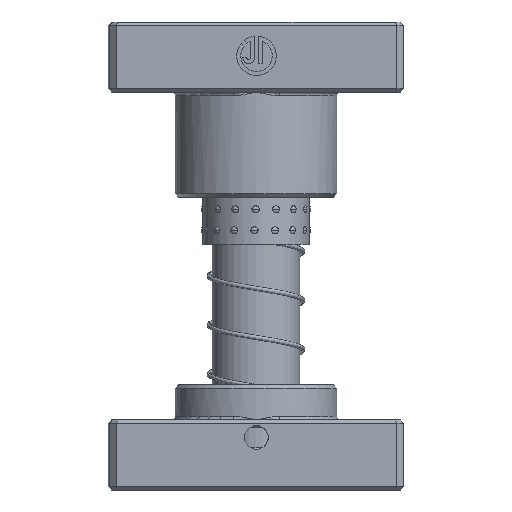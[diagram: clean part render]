
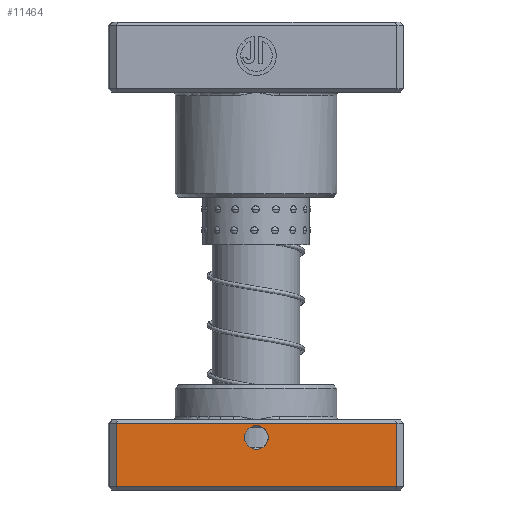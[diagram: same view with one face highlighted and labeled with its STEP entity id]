
A CAD part, front view. The second image highlights one B-rep face of the part: STEP entity #11464.
In plain terms, the highlighted face is planar.
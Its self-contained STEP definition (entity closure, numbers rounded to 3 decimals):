
#30 = LINE ( 'NONE', #20743, #24347 ) ;
#901 = CARTESIAN_POINT ( 'NONE',  ( -40., -24., 19. ) ) ;
#1645 = ORIENTED_EDGE ( 'NONE', *, *, #12110, .T. ) ;
#2056 = DIRECTION ( 'NONE',  ( 0., 0., -1. ) ) ;
#2142 = VERTEX_POINT ( 'NONE', #18133 ) ;
#2793 = DIRECTION ( 'NONE',  ( 0., 0., 1. ) ) ;
#3931 = EDGE_CURVE ( 'NONE', #2142, #34309, #7226, .T. ) ;
#6094 = LINE ( 'NONE', #26951, #13273 ) ;
#6709 = EDGE_CURVE ( 'NONE', #34309, #2142, #12065, .T. ) ;
#6924 = DIRECTION ( 'NONE',  ( 0., 0., -1. ) ) ;
#7226 = CIRCLE ( 'NONE', #27743, 3.4 ) ;
#8173 = CARTESIAN_POINT ( 'NONE',  ( -40., -24., 20. ) ) ;
#8601 = FACE_OUTER_BOUND ( 'NONE', #12848, .T. ) ;
#8637 = DIRECTION ( 'NONE',  ( 1., 0., 0. ) ) ;
#10995 = CARTESIAN_POINT ( 'NONE',  ( 0., -24., 11.6 ) ) ;
#11358 = CARTESIAN_POINT ( 'NONE',  ( 40., -24., 1. ) ) ;
#11464 = ADVANCED_FACE ( 'NONE', ( #24841, #8601 ), #17935, .F. ) ;
#12065 = CIRCLE ( 'NONE', #25308, 3.4 ) ;
#12110 = EDGE_CURVE ( 'NONE', #36477, #28277, #6094, .T. ) ;
#12848 = EDGE_LOOP ( 'NONE', ( #29023, #34739, #23495, #1645 ) ) ;
#13185 = EDGE_CURVE ( 'NONE', #28277, #18586, #26559, .T. ) ;
#13273 = VECTOR ( 'NONE', #36113, 1000. ) ;
#14560 = CARTESIAN_POINT ( 'NONE',  ( 0., -24., 15. ) ) ;
#17634 = DIRECTION ( 'NONE',  ( 0., 0., -1. ) ) ;
#17928 = EDGE_CURVE ( 'NONE', #18586, #18973, #30, .T. ) ;
#17935 = PLANE ( 'NONE',  #23098 ) ;
#18133 = CARTESIAN_POINT ( 'NONE',  ( 0., -24., 18.4 ) ) ;
#18407 = VECTOR ( 'NONE', #29510, 1000. ) ;
#18586 = VERTEX_POINT ( 'NONE', #21362 ) ;
#18973 = VERTEX_POINT ( 'NONE', #11358 ) ;
#19037 = CARTESIAN_POINT ( 'NONE',  ( 40., -24., 19. ) ) ;
#20285 = DIRECTION ( 'NONE',  ( 0., -1., 0. ) ) ;
#20696 = ORIENTED_EDGE ( 'NONE', *, *, #6709, .F. ) ;
#20743 = CARTESIAN_POINT ( 'NONE',  ( -40., -24., 1. ) ) ;
#21022 = DIRECTION ( 'NONE',  ( 0., 1., 0. ) ) ;
#21362 = CARTESIAN_POINT ( 'NONE',  ( -40., -24., 1. ) ) ;
#22384 = LINE ( 'NONE', #28273, #29532 ) ;
#23098 = AXIS2_PLACEMENT_3D ( 'NONE', #29970, #21022, #2793 ) ;
#23495 = ORIENTED_EDGE ( 'NONE', *, *, #29260, .F. ) ;
#24347 = VECTOR ( 'NONE', #8637, 1000. ) ;
#24841 = FACE_BOUND ( 'NONE', #38101, .T. ) ;
#25308 = AXIS2_PLACEMENT_3D ( 'NONE', #14560, #35911, #17634 ) ;
#26559 = LINE ( 'NONE', #8173, #18407 ) ;
#26951 = CARTESIAN_POINT ( 'NONE',  ( -40., -24., 19. ) ) ;
#27743 = AXIS2_PLACEMENT_3D ( 'NONE', #38553, #20285, #2056 ) ;
#28273 = CARTESIAN_POINT ( 'NONE',  ( 40., -24., 20. ) ) ;
#28277 = VERTEX_POINT ( 'NONE', #901 ) ;
#29023 = ORIENTED_EDGE ( 'NONE', *, *, #13185, .T. ) ;
#29260 = EDGE_CURVE ( 'NONE', #36477, #18973, #22384, .T. ) ;
#29510 = DIRECTION ( 'NONE',  ( 0., 0., -1. ) ) ;
#29532 = VECTOR ( 'NONE', #6924, 1000. ) ;
#29970 = CARTESIAN_POINT ( 'NONE',  ( -40., -24., 20. ) ) ;
#34309 = VERTEX_POINT ( 'NONE', #10995 ) ;
#34739 = ORIENTED_EDGE ( 'NONE', *, *, #17928, .T. ) ;
#35911 = DIRECTION ( 'NONE',  ( 0., -1., 0. ) ) ;
#36113 = DIRECTION ( 'NONE',  ( -1., 0., 0. ) ) ;
#36477 = VERTEX_POINT ( 'NONE', #19037 ) ;
#38101 = EDGE_LOOP ( 'NONE', ( #20696, #39444 ) ) ;
#38553 = CARTESIAN_POINT ( 'NONE',  ( 0., -24., 15. ) ) ;
#39444 = ORIENTED_EDGE ( 'NONE', *, *, #3931, .F. ) ;
